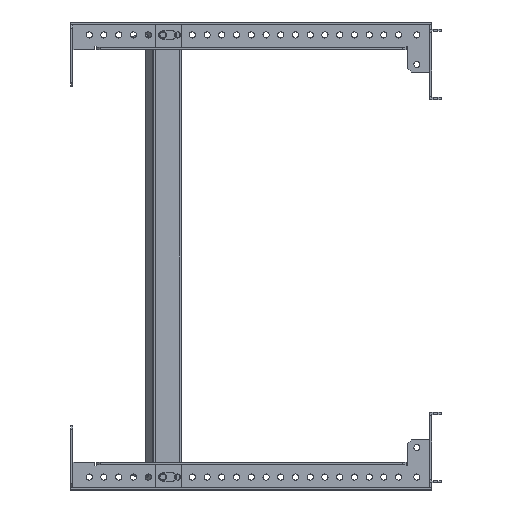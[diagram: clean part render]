
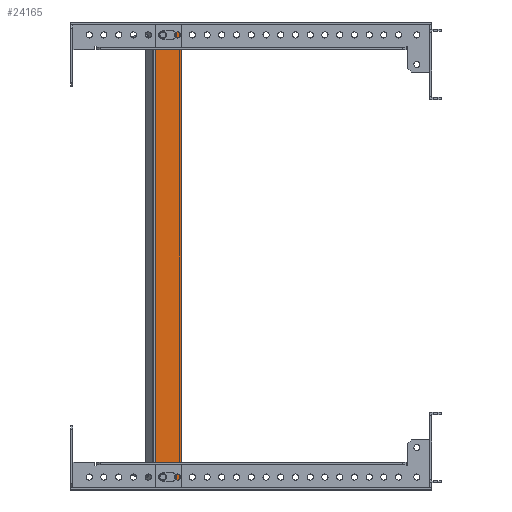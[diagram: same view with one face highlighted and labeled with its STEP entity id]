
A CAD part, front view. The second image highlights one B-rep face of the part: STEP entity #24165.
In plain terms, the highlighted planar face has unit normal (0, -1, 0).
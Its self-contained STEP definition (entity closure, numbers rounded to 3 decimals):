
#288 = DIRECTION ( 'NONE',  ( 0., 0., 1. ) ) ;
#555 = CARTESIAN_POINT ( 'NONE',  ( 1108.802, -254., -87.5 ) ) ;
#1213 = EDGE_LOOP ( 'NONE', ( #11062, #2765, #16081, #27009, #26615 ) ) ;
#1547 = CIRCLE ( 'NONE', #25981, 3.5 ) ;
#2661 = VECTOR ( 'NONE', #14781, 1000. ) ;
#2765 = ORIENTED_EDGE ( 'NONE', *, *, #18915, .T. ) ;
#3917 = CARTESIAN_POINT ( 'NONE',  ( 1150.77, -254., 100. ) ) ;
#3964 = DIRECTION ( 'NONE',  ( 0., 1., 0. ) ) ;
#4318 = CARTESIAN_POINT ( 'NONE',  ( 1120.302, -254., 287.5 ) ) ;
#4416 = VERTEX_POINT ( 'NONE', #26756 ) ;
#4453 = ORIENTED_EDGE ( 'NONE', *, *, #21848, .F. ) ;
#4551 = AXIS2_PLACEMENT_3D ( 'NONE', #3917, #11576, #30459 ) ;
#5715 = DIRECTION ( 'NONE',  ( 0., 1., 0. ) ) ;
#6697 = EDGE_CURVE ( 'NONE', #22871, #15151, #1547, .T. ) ;
#6963 = LINE ( 'NONE', #19582, #2661 ) ;
#7364 = EDGE_CURVE ( 'NONE', #7468, #10654, #12805, .T. ) ;
#7468 = VERTEX_POINT ( 'NONE', #21710 ) ;
#7840 = EDGE_CURVE ( 'NONE', #17983, #12677, #23670, .T. ) ;
#7947 = DIRECTION ( 'NONE',  ( -1., 0., 0. ) ) ;
#8404 = VERTEX_POINT ( 'NONE', #18979 ) ;
#8722 = VECTOR ( 'NONE', #22817, 1000. ) ;
#9040 = DIRECTION ( 'NONE',  ( -1., 0., 0. ) ) ;
#9110 = DIRECTION ( 'NONE',  ( 0., 1., 0. ) ) ;
#9225 = ORIENTED_EDGE ( 'NONE', *, *, #6697, .F. ) ;
#9603 = VERTEX_POINT ( 'NONE', #29873 ) ;
#9986 = CARTESIAN_POINT ( 'NONE',  ( 1112.302, -254., 284. ) ) ;
#10099 = CARTESIAN_POINT ( 'NONE',  ( 1105.802, -254., -97.5 ) ) ;
#10283 = EDGE_CURVE ( 'NONE', #9603, #33352, #27942, .T. ) ;
#10450 = LINE ( 'NONE', #26612, #31270 ) ;
#10654 = VERTEX_POINT ( 'NONE', #18802 ) ;
#10823 = CARTESIAN_POINT ( 'NONE',  ( 1112.302, -254., 287.5 ) ) ;
#10993 = VECTOR ( 'NONE', #288, 1000. ) ;
#11062 = ORIENTED_EDGE ( 'NONE', *, *, #7364, .T. ) ;
#11154 = DIRECTION ( 'NONE',  ( -1., 0., 0. ) ) ;
#11576 = DIRECTION ( 'NONE',  ( 0., 1., 0. ) ) ;
#11818 = VECTOR ( 'NONE', #24767, 1000. ) ;
#12000 = CARTESIAN_POINT ( 'NONE',  ( 1128.304, -254., -100.859 ) ) ;
#12036 = DIRECTION ( 'NONE',  ( -1., 0., 0. ) ) ;
#12044 = DIRECTION ( 'NONE',  ( -1., 0., 0. ) ) ;
#12153 = ORIENTED_EDGE ( 'NONE', *, *, #33086, .F. ) ;
#12677 = VERTEX_POINT ( 'NONE', #16348 ) ;
#12695 = DIRECTION ( 'NONE',  ( 0., -1., 0. ) ) ;
#12805 = CIRCLE ( 'NONE', #22035, 3.5 ) ;
#13045 = EDGE_CURVE ( 'NONE', #8404, #19999, #10450, .T. ) ;
#13793 = CARTESIAN_POINT ( 'NONE',  ( 1150.146, -254., -97.5 ) ) ;
#14047 = EDGE_LOOP ( 'NONE', ( #15902, #12153, #30170, #25565 ) ) ;
#14108 = EDGE_LOOP ( 'NONE', ( #4453, #17510, #28405, #27828, #9225 ) ) ;
#14511 = CARTESIAN_POINT ( 'NONE',  ( 1128.304, -254., 297.5 ) ) ;
#14781 = DIRECTION ( 'NONE',  ( 1., 0., 0. ) ) ;
#14861 = AXIS2_PLACEMENT_3D ( 'NONE', #24615, #9110, #29222 ) ;
#15151 = VERTEX_POINT ( 'NONE', #30205 ) ;
#15902 = ORIENTED_EDGE ( 'NONE', *, *, #31171, .F. ) ;
#16081 = ORIENTED_EDGE ( 'NONE', *, *, #13045, .T. ) ;
#16348 = CARTESIAN_POINT ( 'NONE',  ( 1105.802, -254., -97.5 ) ) ;
#17360 = FACE_OUTER_BOUND ( 'NONE', #14047, .T. ) ;
#17482 = CARTESIAN_POINT ( 'NONE',  ( 1112.302, -254., -84. ) ) ;
#17510 = ORIENTED_EDGE ( 'NONE', *, *, #20605, .F. ) ;
#17528 = CIRCLE ( 'NONE', #24599, 3.5 ) ;
#17633 = AXIS2_PLACEMENT_3D ( 'NONE', #30430, #22573, #12044 ) ;
#17886 = EDGE_CURVE ( 'NONE', #15151, #9603, #33428, .T. ) ;
#17983 = VERTEX_POINT ( 'NONE', #20542 ) ;
#18056 = CARTESIAN_POINT ( 'NONE',  ( 1112.302, -254., -91. ) ) ;
#18802 = CARTESIAN_POINT ( 'NONE',  ( 1108.802, -254., 287.5 ) ) ;
#18807 = DIRECTION ( 'NONE',  ( 0., -1., 0. ) ) ;
#18858 = VECTOR ( 'NONE', #31643, 1000. ) ;
#18915 = EDGE_CURVE ( 'NONE', #10654, #8404, #27354, .T. ) ;
#18979 = CARTESIAN_POINT ( 'NONE',  ( 1112.302, -254., 291. ) ) ;
#19582 = CARTESIAN_POINT ( 'NONE',  ( 1105.802, -254., 297.5 ) ) ;
#19999 = VERTEX_POINT ( 'NONE', #28871 ) ;
#20087 = PLANE ( 'NONE',  #4551 ) ;
#20280 = EDGE_CURVE ( 'NONE', #19999, #24576, #32693, .T. ) ;
#20542 = CARTESIAN_POINT ( 'NONE',  ( 1128.304, -254., -97.5 ) ) ;
#20544 = CARTESIAN_POINT ( 'NONE',  ( 1120.302, -254., 284. ) ) ;
#20605 = EDGE_CURVE ( 'NONE', #33352, #29715, #17528, .T. ) ;
#21514 = EDGE_CURVE ( 'NONE', #17983, #26776, #30377, .T. ) ;
#21682 = DIRECTION ( 'NONE',  ( -1., 0., 0. ) ) ;
#21710 = CARTESIAN_POINT ( 'NONE',  ( 1112.302, -254., 284. ) ) ;
#21848 = EDGE_CURVE ( 'NONE', #29715, #22871, #28423, .T. ) ;
#22035 = AXIS2_PLACEMENT_3D ( 'NONE', #10823, #5715, #11154 ) ;
#22386 = AXIS2_PLACEMENT_3D ( 'NONE', #4318, #3964, #9040 ) ;
#22573 = DIRECTION ( 'NONE',  ( 0., -1., 0. ) ) ;
#22610 = FACE_BOUND ( 'NONE', #1213, .T. ) ;
#22817 = DIRECTION ( 'NONE',  ( 1., 0., 0. ) ) ;
#22871 = VERTEX_POINT ( 'NONE', #30297 ) ;
#23051 = LINE ( 'NONE', #10099, #10993 ) ;
#23670 = LINE ( 'NONE', #13793, #18858 ) ;
#24165 = ADVANCED_FACE ( 'NONE', ( #17360, #32968, #22610 ), #20087, .F. ) ;
#24576 = VERTEX_POINT ( 'NONE', #20544 ) ;
#24599 = AXIS2_PLACEMENT_3D ( 'NONE', #24992, #12695, #12036 ) ;
#24615 = CARTESIAN_POINT ( 'NONE',  ( 1112.302, -254., 287.5 ) ) ;
#24767 = DIRECTION ( 'NONE',  ( 0., 0., 1. ) ) ;
#24992 = CARTESIAN_POINT ( 'NONE',  ( 1112.302, -254., -87.5 ) ) ;
#25143 = DIRECTION ( 'NONE',  ( -1., 0., 0. ) ) ;
#25565 = ORIENTED_EDGE ( 'NONE', *, *, #21514, .T. ) ;
#25981 = AXIS2_PLACEMENT_3D ( 'NONE', #26273, #18807, #21682 ) ;
#26273 = CARTESIAN_POINT ( 'NONE',  ( 1120.302, -254., -87.5 ) ) ;
#26612 = CARTESIAN_POINT ( 'NONE',  ( 1112.302, -254., 291. ) ) ;
#26615 = ORIENTED_EDGE ( 'NONE', *, *, #28587, .T. ) ;
#26756 = CARTESIAN_POINT ( 'NONE',  ( 1105.802, -254., 297.5 ) ) ;
#26776 = VERTEX_POINT ( 'NONE', #14511 ) ;
#27009 = ORIENTED_EDGE ( 'NONE', *, *, #20280, .T. ) ;
#27354 = CIRCLE ( 'NONE', #14861, 3.5 ) ;
#27828 = ORIENTED_EDGE ( 'NONE', *, *, #17886, .F. ) ;
#27942 = CIRCLE ( 'NONE', #17633, 3.5 ) ;
#28405 = ORIENTED_EDGE ( 'NONE', *, *, #10283, .F. ) ;
#28423 = LINE ( 'NONE', #18056, #8722 ) ;
#28565 = LINE ( 'NONE', #9986, #32429 ) ;
#28587 = EDGE_CURVE ( 'NONE', #24576, #7468, #28565, .T. ) ;
#28766 = VECTOR ( 'NONE', #25143, 1000. ) ;
#28871 = CARTESIAN_POINT ( 'NONE',  ( 1120.302, -254., 291. ) ) ;
#29222 = DIRECTION ( 'NONE',  ( -1., 0., 0. ) ) ;
#29715 = VERTEX_POINT ( 'NONE', #32868 ) ;
#29873 = CARTESIAN_POINT ( 'NONE',  ( 1112.302, -254., -84. ) ) ;
#30170 = ORIENTED_EDGE ( 'NONE', *, *, #7840, .F. ) ;
#30205 = CARTESIAN_POINT ( 'NONE',  ( 1120.302, -254., -84. ) ) ;
#30297 = CARTESIAN_POINT ( 'NONE',  ( 1120.302, -254., -91. ) ) ;
#30377 = LINE ( 'NONE', #12000, #11818 ) ;
#30430 = CARTESIAN_POINT ( 'NONE',  ( 1112.302, -254., -87.5 ) ) ;
#30459 = DIRECTION ( 'NONE',  ( 1., 0., 0. ) ) ;
#31171 = EDGE_CURVE ( 'NONE', #4416, #26776, #6963, .T. ) ;
#31270 = VECTOR ( 'NONE', #31865, 1000. ) ;
#31643 = DIRECTION ( 'NONE',  ( -1., 0., 0. ) ) ;
#31865 = DIRECTION ( 'NONE',  ( 1., 0., 0. ) ) ;
#32429 = VECTOR ( 'NONE', #7947, 1000. ) ;
#32693 = CIRCLE ( 'NONE', #22386, 3.5 ) ;
#32868 = CARTESIAN_POINT ( 'NONE',  ( 1112.302, -254., -91. ) ) ;
#32968 = FACE_BOUND ( 'NONE', #14108, .T. ) ;
#33086 = EDGE_CURVE ( 'NONE', #12677, #4416, #23051, .T. ) ;
#33352 = VERTEX_POINT ( 'NONE', #555 ) ;
#33428 = LINE ( 'NONE', #17482, #28766 ) ;
